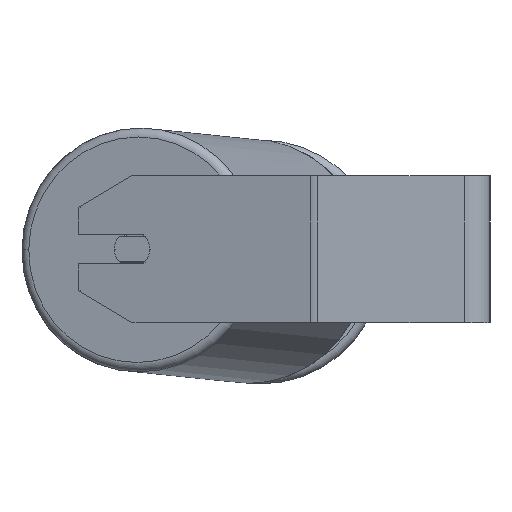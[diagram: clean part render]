
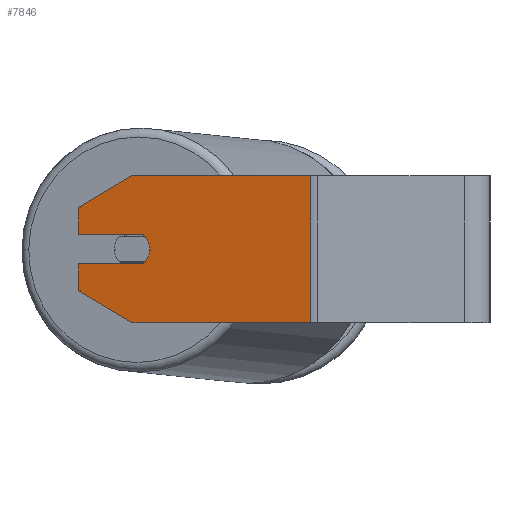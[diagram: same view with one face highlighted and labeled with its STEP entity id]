
A CAD part, left-side view. The second image highlights one B-rep face of the part: STEP entity #7846.
In plain terms, the highlighted planar face has unit normal (-0.966, 0.259, 0).
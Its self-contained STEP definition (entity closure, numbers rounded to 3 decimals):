
#34 = VERTEX_POINT ( 'NONE', #3754 ) ;
#199 = DIRECTION ( 'NONE',  ( -0.259, -0.966, 0. ) ) ;
#267 = DIRECTION ( 'NONE',  ( 0.224, 0.837, -0.5 ) ) ;
#272 = DIRECTION ( 'NONE',  ( -0.259, -0.966, 0. ) ) ;
#328 = VECTOR ( 'NONE', #1303, 1000. ) ;
#361 = EDGE_CURVE ( 'NONE', #7665, #4774, #6592, .T. ) ;
#389 = EDGE_CURVE ( 'NONE', #3685, #7150, #7373, .T. ) ;
#458 = CARTESIAN_POINT ( 'NONE',  ( -424.523, 97.69, 40. ) ) ;
#665 = EDGE_CURVE ( 'NONE', #5229, #34, #3103, .T. ) ;
#813 = DIRECTION ( 'NONE',  ( -0.966, 0.259, 0. ) ) ;
#835 = CARTESIAN_POINT ( 'NONE',  ( -390.634, 224.164, 22.679 ) ) ;
#849 = CARTESIAN_POINT ( 'NONE',  ( -390.634, 224.164, 40. ) ) ;
#913 = EDGE_LOOP ( 'NONE', ( #4534, #6187, #1575, #1385, #2714, #6555, #7246, #5146, #4402, #3328, #5834 ) ) ;
#973 = CARTESIAN_POINT ( 'NONE',  ( -398.399, 195.186, 0. ) ) ;
#1048 = CARTESIAN_POINT ( 'NONE',  ( -390.634, 224.164, 40. ) ) ;
#1171 = LINE ( 'NONE', #5064, #3394 ) ;
#1303 = DIRECTION ( 'NONE',  ( -0.259, -0.966, 0. ) ) ;
#1385 = ORIENTED_EDGE ( 'NONE', *, *, #2976, .T. ) ;
#1512 = FACE_OUTER_BOUND ( 'NONE', #913, .T. ) ;
#1575 = ORIENTED_EDGE ( 'NONE', *, *, #3018, .T. ) ;
#1605 = VECTOR ( 'NONE', #5841, 1000. ) ;
#1637 = CARTESIAN_POINT ( 'NONE',  ( -399.952, 189.391, -8. ) ) ;
#2007 = DIRECTION ( 'NONE',  ( 0., 0., -1. ) ) ;
#2040 = CARTESIAN_POINT ( 'NONE',  ( -390.634, 224.164, -40. ) ) ;
#2071 = VERTEX_POINT ( 'NONE', #4925 ) ;
#2107 = CARTESIAN_POINT ( 'NONE',  ( -398.399, 195.186, 40. ) ) ;
#2345 = VECTOR ( 'NONE', #6348, 1000. ) ;
#2669 = EDGE_CURVE ( 'NONE', #3141, #34, #5428, .T. ) ;
#2714 = ORIENTED_EDGE ( 'NONE', *, *, #4278, .T. ) ;
#2816 = CARTESIAN_POINT ( 'NONE',  ( -400.987, 185.527, 0. ) ) ;
#2976 = EDGE_CURVE ( 'NONE', #2071, #7380, #1171, .T. ) ;
#2979 = LINE ( 'NONE', #1048, #7650 ) ;
#3018 = EDGE_CURVE ( 'NONE', #8717, #2071, #2979, .T. ) ;
#3103 = LINE ( 'NONE', #3805, #2345 ) ;
#3141 = VERTEX_POINT ( 'NONE', #6701 ) ;
#3174 = AXIS2_PLACEMENT_3D ( 'NONE', #973, #6329, #272 ) ;
#3299 = EDGE_CURVE ( 'NONE', #7150, #5203, #6513, .T. ) ;
#3328 = ORIENTED_EDGE ( 'NONE', *, *, #665, .F. ) ;
#3394 = VECTOR ( 'NONE', #7107, 1000. ) ;
#3405 = VECTOR ( 'NONE', #267, 1000. ) ;
#3531 = DIRECTION ( 'NONE',  ( 0.966, -0.259, 0. ) ) ;
#3685 = VERTEX_POINT ( 'NONE', #2107 ) ;
#3754 = CARTESIAN_POINT ( 'NONE',  ( -390.634, 224.164, 8. ) ) ;
#3805 = CARTESIAN_POINT ( 'NONE',  ( -399.952, 189.391, 8. ) ) ;
#4148 = CARTESIAN_POINT ( 'NONE',  ( -399.952, 189.391, 8. ) ) ;
#4207 = PLANE ( 'NONE',  #7130 ) ;
#4278 = EDGE_CURVE ( 'NONE', #7380, #5203, #8704, .T. ) ;
#4402 = ORIENTED_EDGE ( 'NONE', *, *, #2669, .T. ) ;
#4534 = ORIENTED_EDGE ( 'NONE', *, *, #361, .F. ) ;
#4585 = DIRECTION ( 'NONE',  ( -0.259, -0.966, 0. ) ) ;
#4774 = VERTEX_POINT ( 'NONE', #2816 ) ;
#4925 = CARTESIAN_POINT ( 'NONE',  ( -390.634, 224.164, -22.679 ) ) ;
#4946 = LINE ( 'NONE', #835, #3405 ) ;
#4954 = VECTOR ( 'NONE', #2007, 1000. ) ;
#5002 = LINE ( 'NONE', #1637, #1605 ) ;
#5047 = EDGE_CURVE ( 'NONE', #4774, #5229, #5396, .T. ) ;
#5054 = CARTESIAN_POINT ( 'NONE',  ( -390.634, 224.164, -8. ) ) ;
#5064 = CARTESIAN_POINT ( 'NONE',  ( -398.399, 195.186, -40. ) ) ;
#5146 = ORIENTED_EDGE ( 'NONE', *, *, #5342, .T. ) ;
#5203 = VERTEX_POINT ( 'NONE', #5392 ) ;
#5229 = VERTEX_POINT ( 'NONE', #4148 ) ;
#5342 = EDGE_CURVE ( 'NONE', #3685, #3141, #4946, .T. ) ;
#5377 = CARTESIAN_POINT ( 'NONE',  ( -390.634, 224.164, 40. ) ) ;
#5392 = CARTESIAN_POINT ( 'NONE',  ( -424.523, 97.69, -40. ) ) ;
#5396 = CIRCLE ( 'NONE', #7516, 10. ) ;
#5428 = LINE ( 'NONE', #6625, #4954 ) ;
#5691 = DIRECTION ( 'NONE',  ( 0., 0., -1. ) ) ;
#5834 = ORIENTED_EDGE ( 'NONE', *, *, #5047, .F. ) ;
#5841 = DIRECTION ( 'NONE',  ( -0.259, -0.966, 0. ) ) ;
#6187 = ORIENTED_EDGE ( 'NONE', *, *, #6768, .F. ) ;
#6252 = DIRECTION ( 'NONE',  ( 0.259, 0.966, 0. ) ) ;
#6329 = DIRECTION ( 'NONE',  ( -0.966, 0.259, 0. ) ) ;
#6348 = DIRECTION ( 'NONE',  ( 0.259, 0.966, 0. ) ) ;
#6449 = CARTESIAN_POINT ( 'NONE',  ( -424.523, 97.69, 40. ) ) ;
#6513 = LINE ( 'NONE', #458, #8372 ) ;
#6555 = ORIENTED_EDGE ( 'NONE', *, *, #3299, .F. ) ;
#6592 = CIRCLE ( 'NONE', #3174, 10. ) ;
#6625 = CARTESIAN_POINT ( 'NONE',  ( -390.634, 224.164, 40. ) ) ;
#6701 = CARTESIAN_POINT ( 'NONE',  ( -390.634, 224.164, 22.679 ) ) ;
#6768 = EDGE_CURVE ( 'NONE', #8717, #7665, #5002, .T. ) ;
#6831 = CARTESIAN_POINT ( 'NONE',  ( -398.399, 195.186, 0. ) ) ;
#6875 = VECTOR ( 'NONE', #4585, 1000. ) ;
#7107 = DIRECTION ( 'NONE',  ( -0.224, -0.837, -0.5 ) ) ;
#7130 = AXIS2_PLACEMENT_3D ( 'NONE', #849, #3531, #6252 ) ;
#7137 = DIRECTION ( 'NONE',  ( 0., 0., -1. ) ) ;
#7150 = VERTEX_POINT ( 'NONE', #6449 ) ;
#7246 = ORIENTED_EDGE ( 'NONE', *, *, #389, .F. ) ;
#7373 = LINE ( 'NONE', #5377, #6875 ) ;
#7380 = VERTEX_POINT ( 'NONE', #8346 ) ;
#7516 = AXIS2_PLACEMENT_3D ( 'NONE', #6831, #813, #199 ) ;
#7650 = VECTOR ( 'NONE', #5691, 1000. ) ;
#7665 = VERTEX_POINT ( 'NONE', #7979 ) ;
#7846 = ADVANCED_FACE ( 'NONE', ( #1512 ), #4207, .F. ) ;
#7979 = CARTESIAN_POINT ( 'NONE',  ( -399.952, 189.391, -8. ) ) ;
#8346 = CARTESIAN_POINT ( 'NONE',  ( -398.399, 195.186, -40. ) ) ;
#8372 = VECTOR ( 'NONE', #7137, 1000. ) ;
#8704 = LINE ( 'NONE', #2040, #328 ) ;
#8717 = VERTEX_POINT ( 'NONE', #5054 ) ;
